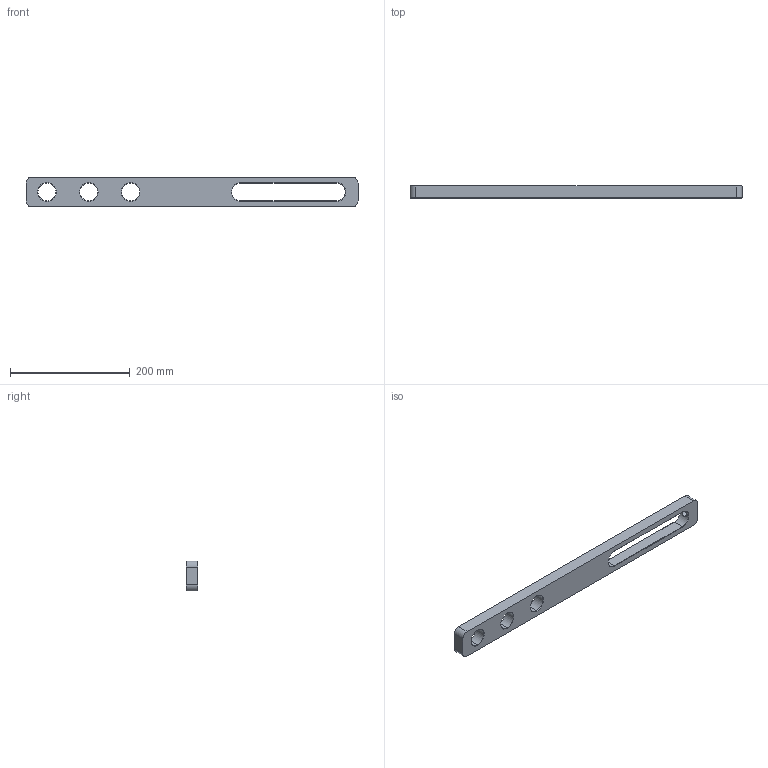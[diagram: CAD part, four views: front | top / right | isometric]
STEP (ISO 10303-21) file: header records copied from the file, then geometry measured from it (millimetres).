
FILE_DESCRIPTION (( 'STEP AP203' ), '1' );
FILE_NAME ('拉板（长）fd65lg-02(ss01~ss05).STEP', '2021-11-11T05:23:08', ( '' ), ( '' ), 'SwSTEP 2.0', 'SolidWorks 2018', '' );
FILE_SCHEMA (( 'CONFIG_CONTROL_DESIGN' ));
Length unit declared in the file: millimetre
Products named in the file (1): 拉板（长）fd65lg-02(ss01~ss05)
Bounding box: 555 x 20 x 50 mm (x, y, z)
Volume: 398149.3 mm3; surface area: 78050.7 mm2
Topology: 1 solids, 1 shells, 42 faces, 100 edges, 60 vertices
Faces by surface type: cone 16, cylinder 14, plane 12
Entity records: 1381 total; most frequent: CARTESIAN_POINT 285, DIRECTION 226, ORIENTED_EDGE 200, EDGE_CURVE 100, AXIS2_PLACEMENT_3D 85, VERTEX_POINT 60, VECTOR 56, LINE 56
